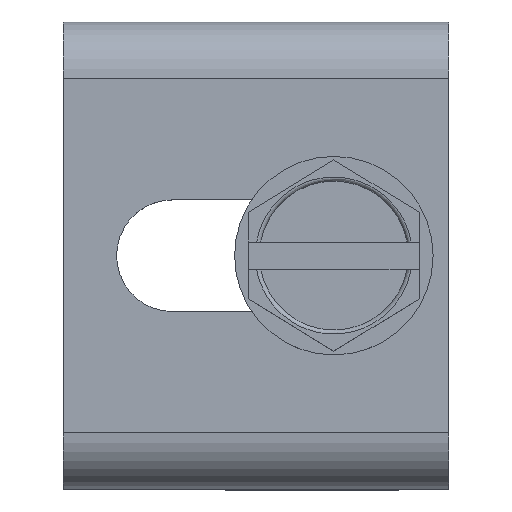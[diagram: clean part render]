
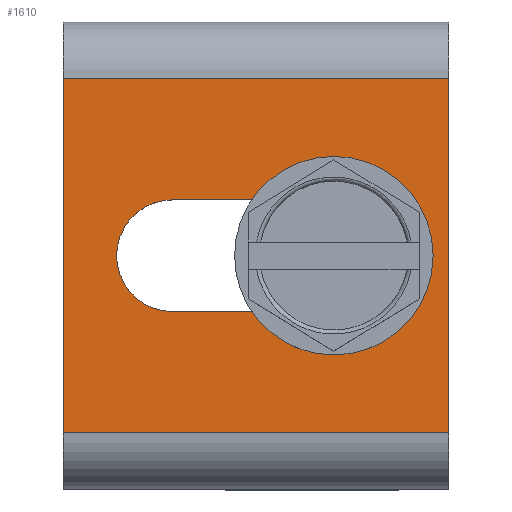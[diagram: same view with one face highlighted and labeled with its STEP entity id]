
A CAD part, top view. The second image highlights one B-rep face of the part: STEP entity #1610.
In plain terms, the highlighted planar face has unit normal (0, 0, 1).
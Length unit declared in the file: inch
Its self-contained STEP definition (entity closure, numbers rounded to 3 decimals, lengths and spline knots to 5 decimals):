
#20 = LINE ( 'NONE', #1606, #75 ) ;
#36 = CARTESIAN_POINT ( 'NONE',  ( -0.485, 0.44575, 0. ) ) ;
#75 = VECTOR ( 'NONE', #242, 39.37008 ) ;
#187 = DIRECTION ( 'NONE',  ( -1., 0., 0. ) ) ;
#242 = DIRECTION ( 'NONE',  ( 1., 0., 0. ) ) ;
#248 = VERTEX_POINT ( 'NONE', #323 ) ;
#270 = ORIENTED_EDGE ( 'NONE', *, *, #1787, .T. ) ;
#323 = CARTESIAN_POINT ( 'NONE',  ( 0.196, 0.1405, 0. ) ) ;
#366 = DIRECTION ( 'NONE',  ( 1., 0., 0. ) ) ;
#384 = VERTEX_POINT ( 'NONE', #2348 ) ;
#388 = CARTESIAN_POINT ( 'NONE',  ( -0.485, 0.44575, 0. ) ) ;
#460 = ORIENTED_EDGE ( 'NONE', *, *, #1750, .T. ) ;
#476 = AXIS2_PLACEMENT_3D ( 'NONE', #739, #750, #187 ) ;
#479 = EDGE_CURVE ( 'NONE', #546, #248, #1221, .T. ) ;
#484 = PLANE ( 'NONE',  #882 ) ;
#500 = EDGE_CURVE ( 'NONE', #1413, #1607, #20, .T. ) ;
#507 = ORIENTED_EDGE ( 'NONE', *, *, #936, .T. ) ;
#517 = VERTEX_POINT ( 'NONE', #1236 ) ;
#546 = VERTEX_POINT ( 'NONE', #1283 ) ;
#724 = VERTEX_POINT ( 'NONE', #1859 ) ;
#739 = CARTESIAN_POINT ( 'NONE',  ( 0.196, 0., 0. ) ) ;
#750 = DIRECTION ( 'NONE',  ( 0., 0., -1. ) ) ;
#813 = CIRCLE ( 'NONE', #2394, 0.1405 ) ;
#817 = EDGE_CURVE ( 'NONE', #2297, #724, #2390, .T. ) ;
#830 = ORIENTED_EDGE ( 'NONE', *, *, #479, .T. ) ;
#835 = EDGE_CURVE ( 'NONE', #2297, #1413, #2174, .T. ) ;
#877 = LINE ( 'NONE', #1715, #1500 ) ;
#882 = AXIS2_PLACEMENT_3D ( 'NONE', #2044, #1073, #2282 ) ;
#936 = EDGE_CURVE ( 'NONE', #517, #384, #813, .T. ) ;
#956 = DIRECTION ( 'NONE',  ( 0., -1., 0. ) ) ;
#957 = CARTESIAN_POINT ( 'NONE',  ( -0.485, -0.44575, 0. ) ) ;
#995 = DIRECTION ( 'NONE',  ( 1., 0., 0. ) ) ;
#1034 = DIRECTION ( 'NONE',  ( -1., 0., 0. ) ) ;
#1045 = DIRECTION ( 'NONE',  ( 0., 0., -1. ) ) ;
#1073 = DIRECTION ( 'NONE',  ( 0., 0., 1. ) ) ;
#1135 = DIRECTION ( 'NONE',  ( -1., 0., 0. ) ) ;
#1194 = DIRECTION ( 'NONE',  ( 0., 1., 0. ) ) ;
#1198 = VECTOR ( 'NONE', #1194, 39.37008 ) ;
#1201 = EDGE_LOOP ( 'NONE', ( #1934, #2116, #1411, #1838 ) ) ;
#1221 = LINE ( 'NONE', #1831, #1853 ) ;
#1236 = CARTESIAN_POINT ( 'NONE',  ( -0.2105, -0.1405, 0. ) ) ;
#1283 = CARTESIAN_POINT ( 'NONE',  ( -0.2105, 0.1405, 0. ) ) ;
#1343 = CARTESIAN_POINT ( 'NONE',  ( -0.2105, 0., 0. ) ) ;
#1400 = EDGE_LOOP ( 'NONE', ( #507, #270, #830, #460, #2076 ) ) ;
#1411 = ORIENTED_EDGE ( 'NONE', *, *, #835, .F. ) ;
#1413 = VERTEX_POINT ( 'NONE', #36 ) ;
#1500 = VECTOR ( 'NONE', #1135, 39.37008 ) ;
#1509 = CIRCLE ( 'NONE', #1553, 0.1405 ) ;
#1535 = CARTESIAN_POINT ( 'NONE',  ( 0.196, -0.1405, 0. ) ) ;
#1553 = AXIS2_PLACEMENT_3D ( 'NONE', #1343, #1728, #2539 ) ;
#1606 = CARTESIAN_POINT ( 'NONE',  ( -0.485, 0.44575, 0. ) ) ;
#1607 = VERTEX_POINT ( 'NONE', #2266 ) ;
#1610 = ADVANCED_FACE ( 'NONE', ( #2480, #1848 ), #484, .T. ) ;
#1708 = LINE ( 'NONE', #2550, #2097 ) ;
#1715 = CARTESIAN_POINT ( 'NONE',  ( -0.2105, -0.1405, 0. ) ) ;
#1728 = DIRECTION ( 'NONE',  ( 0., 0., -1. ) ) ;
#1750 = EDGE_CURVE ( 'NONE', #248, #2439, #1973, .T. ) ;
#1787 = EDGE_CURVE ( 'NONE', #384, #546, #1509, .T. ) ;
#1831 = CARTESIAN_POINT ( 'NONE',  ( -0.2105, 0.1405, 0. ) ) ;
#1838 = ORIENTED_EDGE ( 'NONE', *, *, #817, .T. ) ;
#1848 = FACE_BOUND ( 'NONE', #1400, .T. ) ;
#1853 = VECTOR ( 'NONE', #995, 39.37008 ) ;
#1859 = CARTESIAN_POINT ( 'NONE',  ( 0.485, -0.44575, 0. ) ) ;
#1934 = ORIENTED_EDGE ( 'NONE', *, *, #2090, .F. ) ;
#1973 = CIRCLE ( 'NONE', #476, 0.1405 ) ;
#1999 = CARTESIAN_POINT ( 'NONE',  ( -0.2105, 0., 0. ) ) ;
#2044 = CARTESIAN_POINT ( 'NONE',  ( -0.485, -0.44575, 0. ) ) ;
#2076 = ORIENTED_EDGE ( 'NONE', *, *, #2384, .T. ) ;
#2090 = EDGE_CURVE ( 'NONE', #1607, #724, #1708, .T. ) ;
#2097 = VECTOR ( 'NONE', #956, 39.37008 ) ;
#2116 = ORIENTED_EDGE ( 'NONE', *, *, #500, .F. ) ;
#2174 = LINE ( 'NONE', #388, #1198 ) ;
#2205 = CARTESIAN_POINT ( 'NONE',  ( -0.485, -0.44575, 0. ) ) ;
#2266 = CARTESIAN_POINT ( 'NONE',  ( 0.485, 0.44575, 0. ) ) ;
#2282 = DIRECTION ( 'NONE',  ( 1., 0., 0. ) ) ;
#2297 = VERTEX_POINT ( 'NONE', #2205 ) ;
#2323 = VECTOR ( 'NONE', #366, 39.37008 ) ;
#2348 = CARTESIAN_POINT ( 'NONE',  ( -0.351, 0., 0. ) ) ;
#2384 = EDGE_CURVE ( 'NONE', #2439, #517, #877, .T. ) ;
#2390 = LINE ( 'NONE', #957, #2323 ) ;
#2394 = AXIS2_PLACEMENT_3D ( 'NONE', #1999, #1045, #1034 ) ;
#2439 = VERTEX_POINT ( 'NONE', #1535 ) ;
#2480 = FACE_OUTER_BOUND ( 'NONE', #1201, .T. ) ;
#2539 = DIRECTION ( 'NONE',  ( -1., 0., 0. ) ) ;
#2550 = CARTESIAN_POINT ( 'NONE',  ( 0.485, -0.44575, 0. ) ) ;
